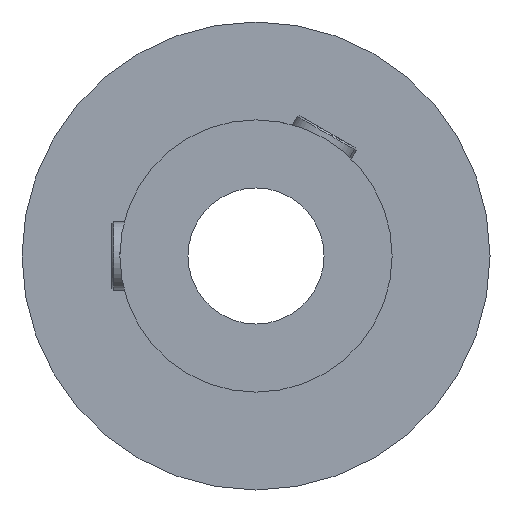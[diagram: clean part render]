
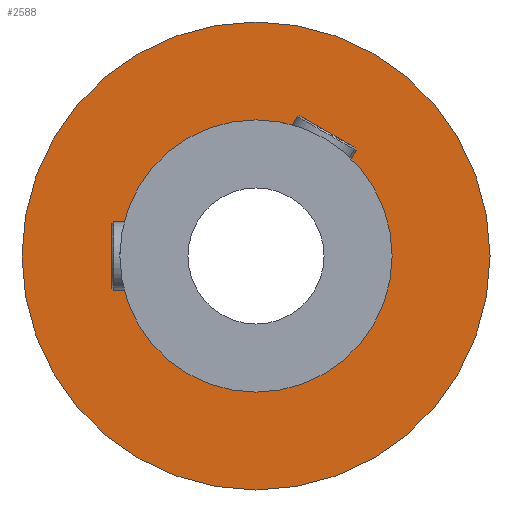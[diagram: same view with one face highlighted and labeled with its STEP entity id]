
A CAD part, left-side view. The second image highlights one B-rep face of the part: STEP entity #2588.
In plain terms, the highlighted planar face has unit normal (-1, 0, 0).
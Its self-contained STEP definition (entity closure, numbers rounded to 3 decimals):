
#213 = ORIENTED_EDGE ( 'NONE', *, *, #4105, .T. ) ;
#390 = VERTEX_POINT ( 'NONE', #2716 ) ;
#929 = CARTESIAN_POINT ( 'NONE',  ( 6.9, 8., 0. ) ) ;
#1545 = VERTEX_POINT ( 'NONE', #2496 ) ;
#1609 = EDGE_CURVE ( 'NONE', #2973, #2564, #8466, .T. ) ;
#1808 = DIRECTION ( 'NONE',  ( 0., 0., 1. ) ) ;
#2197 = DIRECTION ( 'NONE',  ( -1., 0., 0. ) ) ;
#2229 = CIRCLE ( 'NONE', #7097, 13.75 ) ;
#2496 = CARTESIAN_POINT ( 'NONE',  ( 6.9, 0., -13.75 ) ) ;
#2564 = VERTEX_POINT ( 'NONE', #6360 ) ;
#2580 = CARTESIAN_POINT ( 'NONE',  ( 6.9, 0., 0. ) ) ;
#2588 = ADVANCED_FACE ( 'NONE', ( #5070, #7798 ), #6539, .F. ) ;
#2716 = CARTESIAN_POINT ( 'NONE',  ( 6.9, 0., 13.75 ) ) ;
#2717 = CARTESIAN_POINT ( 'NONE',  ( 6.9, 0., 0. ) ) ;
#2973 = VERTEX_POINT ( 'NONE', #5138 ) ;
#3007 = DIRECTION ( 'NONE',  ( 1., 0., 0. ) ) ;
#3013 = CARTESIAN_POINT ( 'NONE',  ( 6.9, 0., 0. ) ) ;
#3105 = AXIS2_PLACEMENT_3D ( 'NONE', #6441, #8646, #5097 ) ;
#3380 = CIRCLE ( 'NONE', #3105, 8. ) ;
#3475 = ORIENTED_EDGE ( 'NONE', *, *, #4822, .T. ) ;
#4095 = DIRECTION ( 'NONE',  ( -1., 0., 0. ) ) ;
#4105 = EDGE_CURVE ( 'NONE', #390, #1545, #8239, .T. ) ;
#4110 = EDGE_LOOP ( 'NONE', ( #213, #3475 ) ) ;
#4587 = AXIS2_PLACEMENT_3D ( 'NONE', #2717, #4095, #6039 ) ;
#4677 = EDGE_LOOP ( 'NONE', ( #8291, #5007 ) ) ;
#4822 = EDGE_CURVE ( 'NONE', #1545, #390, #2229, .T. ) ;
#4943 = DIRECTION ( 'NONE',  ( 0., 0., 1. ) ) ;
#5007 = ORIENTED_EDGE ( 'NONE', *, *, #1609, .F. ) ;
#5070 = FACE_BOUND ( 'NONE', #4677, .T. ) ;
#5097 = DIRECTION ( 'NONE',  ( 0., 0., 1. ) ) ;
#5138 = CARTESIAN_POINT ( 'NONE',  ( 6.9, 0., -8. ) ) ;
#5150 = EDGE_CURVE ( 'NONE', #2564, #2973, #3380, .T. ) ;
#5810 = AXIS2_PLACEMENT_3D ( 'NONE', #2580, #8049, #1808 ) ;
#6039 = DIRECTION ( 'NONE',  ( 0., 0., 1. ) ) ;
#6360 = CARTESIAN_POINT ( 'NONE',  ( 6.9, 0., 8. ) ) ;
#6441 = CARTESIAN_POINT ( 'NONE',  ( 6.9, 0., 0. ) ) ;
#6539 = PLANE ( 'NONE',  #7877 ) ;
#7097 = AXIS2_PLACEMENT_3D ( 'NONE', #3013, #2197, #4943 ) ;
#7209 = DIRECTION ( 'NONE',  ( 0., 0., -1. ) ) ;
#7798 = FACE_OUTER_BOUND ( 'NONE', #4110, .T. ) ;
#7877 = AXIS2_PLACEMENT_3D ( 'NONE', #929, #3007, #7209 ) ;
#8049 = DIRECTION ( 'NONE',  ( -1., 0., 0. ) ) ;
#8239 = CIRCLE ( 'NONE', #5810, 13.75 ) ;
#8291 = ORIENTED_EDGE ( 'NONE', *, *, #5150, .F. ) ;
#8466 = CIRCLE ( 'NONE', #4587, 8. ) ;
#8646 = DIRECTION ( 'NONE',  ( -1., 0., 0. ) ) ;
